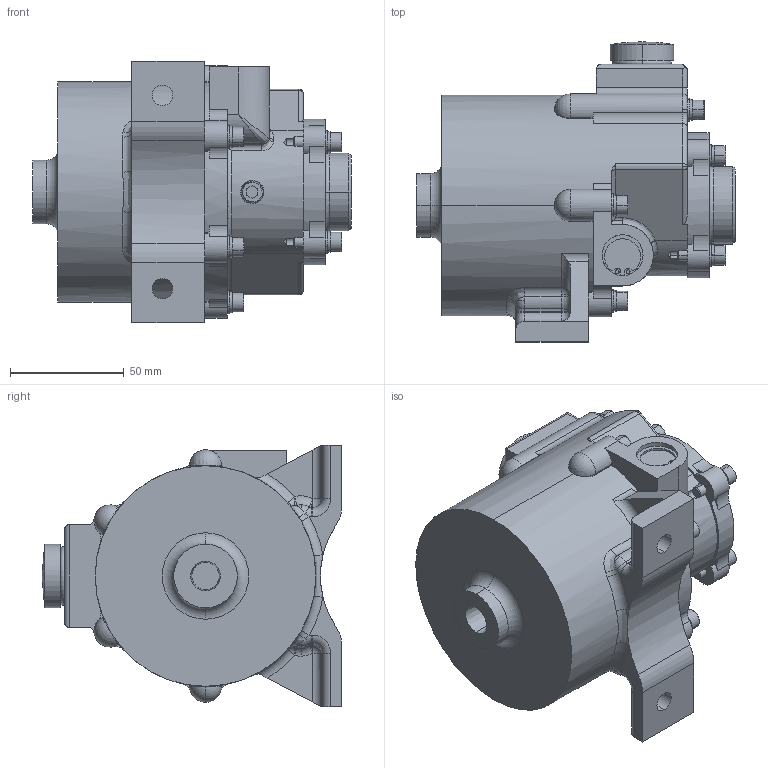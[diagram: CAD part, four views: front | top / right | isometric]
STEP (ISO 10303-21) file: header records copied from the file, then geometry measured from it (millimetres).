
FILE_DESCRIPTION (( 'STEP AP203' ), '1' );
FILE_NAME ('BO-10-2(Web—p).STEP', '2025-12-25T01:11:53', ( '' ), ( '' ), 'SwSTEP 2.0', 'SolidWorks 2024', '' );
FILE_SCHEMA (( 'CONFIG_CONTROL_DESIGN' ));
Length unit declared in the file: millimetre
Products named in the file (1): BO-10-2(Web用)
Bounding box: 140 x 131.9 x 115 mm (x, y, z)
Volume: 869143.6 mm3; surface area: 80728 mm2
Topology: 1 solids, 1 shells, 707 faces, 1778 edges, 1081 vertices
Faces by surface type: plane 297, cylinder 262, torus 81, cone 35, bspline 19, sphere 13
Entity records: 23419 total; most frequent: CARTESIAN_POINT 6168, DIRECTION 3876, ORIENTED_EDGE 3488, EDGE_CURVE 1744, AXIS2_PLACEMENT_3D 1546, VERTEX_POINT 1081, CIRCLE 857, LINE 784
